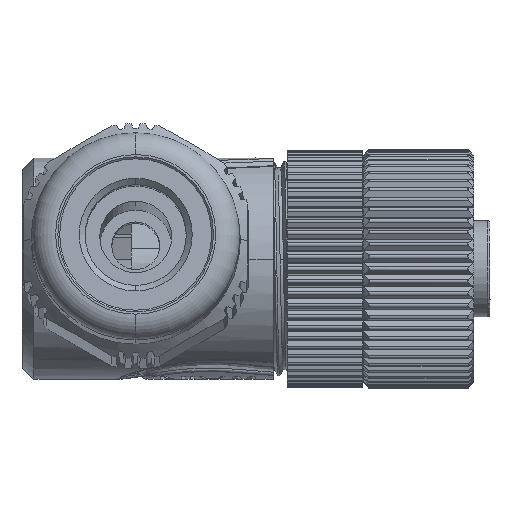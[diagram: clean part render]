
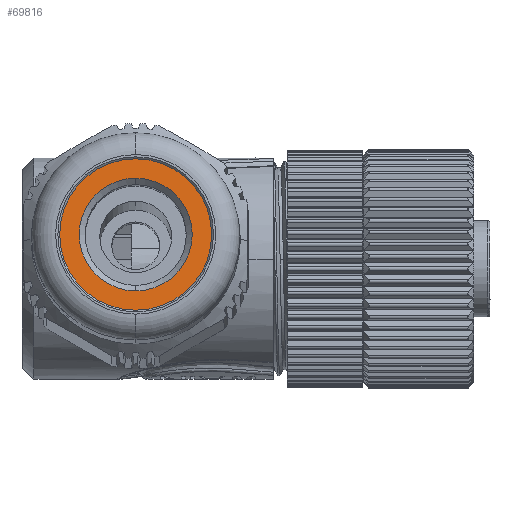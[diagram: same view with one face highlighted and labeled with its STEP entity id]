
A CAD part, left-side view. The second image highlights one B-rep face of the part: STEP entity #69816.
In plain terms, the highlighted planar face has unit normal (-0.996, 0, 0.087).
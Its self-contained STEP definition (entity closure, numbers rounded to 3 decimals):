
#17227=CARTESIAN_POINT('',(-32.653,19.,2.857));
#17228=DIRECTION('',(0.996,0.,-0.087));
#17229=DIRECTION('',(-0.087,0.,-0.996));
#17230=AXIS2_PLACEMENT_3D('',#17227,#17228,#17229);
#17232=CARTESIAN_POINT('',(-32.653,19.,2.857));
#17233=DIRECTION('',(0.996,0.,-0.087));
#17234=DIRECTION('',(0.087,0.,0.996));
#17235=AXIS2_PLACEMENT_3D('',#17232,#17233,#17234);
#17237=CARTESIAN_POINT('',(-32.653,19.,2.857));
#17238=DIRECTION('',(-0.996,0.,0.087));
#17239=DIRECTION('',(0.087,0.,0.996));
#17240=AXIS2_PLACEMENT_3D('',#17237,#17238,#17239);
#17242=CARTESIAN_POINT('',(-32.653,19.,2.857));
#17243=DIRECTION('',(-0.996,0.,0.087));
#17244=DIRECTION('',(-0.087,0.,-0.996));
#17245=AXIS2_PLACEMENT_3D('',#17242,#17243,#17244);
#42755=CARTESIAN_POINT('',(-32.1,19.,
9.183));
#42756=VERTEX_POINT('',#42755);
#42757=CARTESIAN_POINT('',(-33.207,19.,-3.469));
#42758=VERTEX_POINT('',#42757);
#42759=CARTESIAN_POINT('',(-32.241,19.,7.564));
#42760=CARTESIAN_POINT('',(-33.065,19.,-1.85));
#42761=VERTEX_POINT('',#42759);
#42762=VERTEX_POINT('',#42760);
#69801=CARTESIAN_POINT('',(-32.653,19.,2.857));
#69802=DIRECTION('',(-0.996,0.,0.087));
#69803=DIRECTION('',(-0.087,0.,-0.996));
#69804=AXIS2_PLACEMENT_3D('',#69801,#69802,#69803);
#69805=PLANE('',#69804);
#69806=ORIENTED_EDGE('',*,*,#69781,.T.);
#69807=ORIENTED_EDGE('',*,*,#69795,.T.);
#69808=EDGE_LOOP('',(#69806,#69807));
#69809=FACE_OUTER_BOUND('',#69808,.F.);
#69811=ORIENTED_EDGE('',*,*,#69810,.T.);
#69813=ORIENTED_EDGE('',*,*,#69812,.T.);
#69814=EDGE_LOOP('',(#69811,#69813));
#69815=FACE_BOUND('',#69814,.F.);
#69816=ADVANCED_FACE('',(#69809,#69815),#69805,.T.);
#17231=CIRCLE('',#17230,6.35);
#17236=CIRCLE('',#17235,6.35);
#17241=CIRCLE('',#17240,4.725);
#17246=CIRCLE('',#17245,4.725);
#69781=EDGE_CURVE('',#42758,#42756,#17231,.T.);
#69795=EDGE_CURVE('',#42756,#42758,#17236,.T.);
#69810=EDGE_CURVE('',#42761,#42762,#17241,.T.);
#69812=EDGE_CURVE('',#42762,#42761,#17246,.T.);
